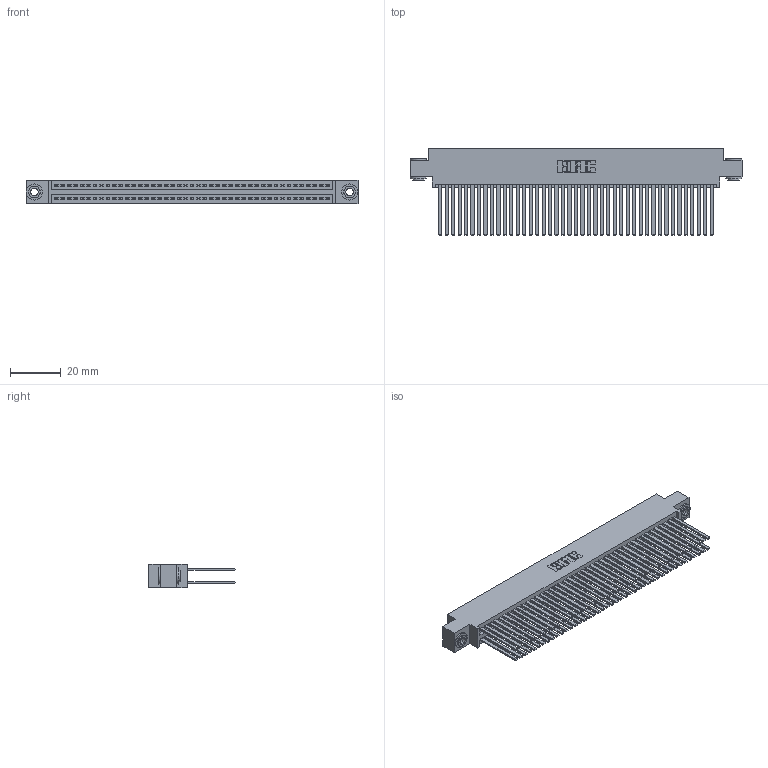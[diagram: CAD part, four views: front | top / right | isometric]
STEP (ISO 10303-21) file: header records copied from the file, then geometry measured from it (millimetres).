
FILE_DESCRIPTION (( 'STEP AP203' ), '1' );
FILE_NAME ('395-086-544-803.STEP', '2019-10-25T12:09:27', ( '' ), ( '' ), 'SwSTEP 2.0', 'SolidWorks 2016', '' );
FILE_SCHEMA (( 'CONFIG_CONTROL_DESIGN' ));
Length unit declared in the file: inch
Products named in the file (4): 345 Part_0.170 Offset - 0.156 Dia-TH; 345-292-001_345-293-144; 345-250-002_345-250-002-102; 395-086-544-803
Assembly tree (89 placements, depth 2):
  395-086-544-803
    345 Part_0.170 Offset - 0.156 Dia-TH
    345-292-001_345-293-144  x86
    345-250-002_345-250-002-102  x2
Bounding box: 130.43 x 33.96 x 9.4 mm (x, y, z)
Volume: 13790.9 mm3; surface area: 24286.3 mm2
Topology: 89 solids, 89 shells, 3952 faces, 11695 edges, 7678 vertices
Faces by surface type: plane 2588, cylinder 1356, cone 8
Entity records: 34202 total; most frequent: CARTESIAN_POINT 5707, ORIENTED_EDGE 5634, DIRECTION 5059, EDGE_CURVE 2817, LINE 2493, VECTOR 2493, VERTEX_POINT 1874, AXIS2_PLACEMENT_3D 1283
